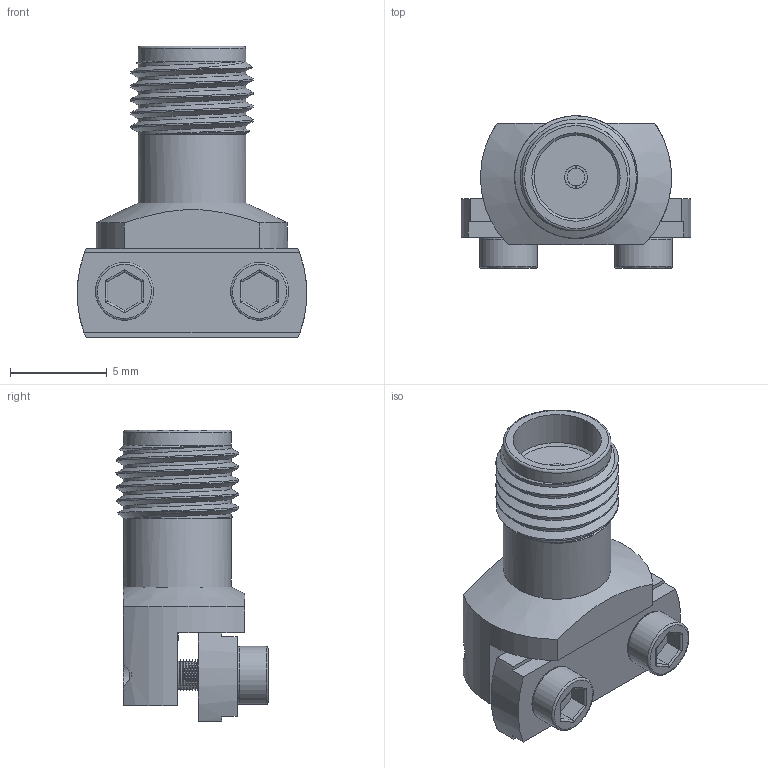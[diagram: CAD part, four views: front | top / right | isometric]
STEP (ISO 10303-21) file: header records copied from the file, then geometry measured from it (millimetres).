
FILE_DESCRIPTION (( 'STEP AP214' ), '1' );
FILE_NAME ('FMCN1489_3D.STEP', '2021-09-06T15:12:13', ( '' ), ( '' ), 'SwSTEP 2.0', 'SolidWorks 2021', '' );
FILE_SCHEMA (( 'AUTOMOTIVE_DESIGN' ));
Length unit declared in the file: inch
Products named in the file (4): PE45468^FMCN1489; Copy of PE45462 FMCN1487-MA2^FMCN1489; Copy of M1.6脝.035^FMCN1489; FMCN1489_3D
Assembly tree (4 placements, depth 2):
  FMCN1489_3D
    PE45468^FMCN1489
    Copy of PE45462 FMCN1487-MA2^FMCN1489
    Copy of M1.6脝.035^FMCN1489  x2
Bounding box: 11.88 x 7.87 x 15.09 mm (x, y, z)
Volume: 456.4 mm3; surface area: 877.6 mm2
Topology: 4 solids, 5 shells, 252 faces, 680 edges, 444 vertices
Faces by surface type: cone 153, plane 54, cylinder 37, bspline 7, torus 1
Full cylindrical faces by diameter (mm): 0.54 x1, 0.919 x1, 1 x1, 1.194 x1, 1.25 x2, 1.6 x2, 2.958 x1, 3 x2, 4.572 x1, 5.582 x2
Entity records: 6754 total; most frequent: CARTESIAN_POINT 1907, DIRECTION 684, ORIENTED_EDGE 508, AXIS2_PLACEMENT_3D 296, EDGE_LOOP 264, EDGE_CURVE 254, VERTEX_POINT 200, FACE_OUTER_BOUND 175
